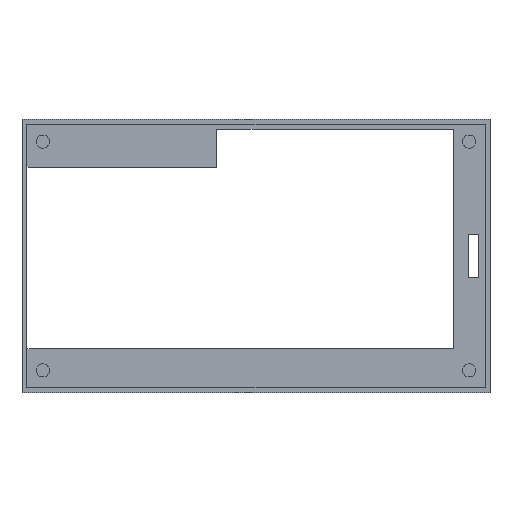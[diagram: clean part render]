
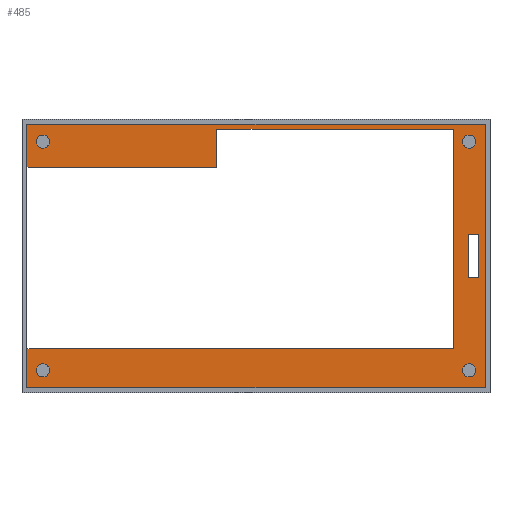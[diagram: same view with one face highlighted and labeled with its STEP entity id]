
A CAD part, top view. The second image highlights one B-rep face of the part: STEP entity #485.
In plain terms, the highlighted planar face has unit normal (0, 0, 1).
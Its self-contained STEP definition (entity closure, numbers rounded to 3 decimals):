
#19=CIRCLE('',#528,1.6);
#20=CIRCLE('',#529,1.6);
#21=CIRCLE('',#530,1.6);
#22=CIRCLE('',#531,1.6);
#28=FACE_BOUND('',#69,.T.);
#29=FACE_BOUND('',#70,.T.);
#30=FACE_BOUND('',#71,.T.);
#31=FACE_BOUND('',#72,.T.);
#32=FACE_BOUND('',#73,.T.);
#39=FACE_OUTER_BOUND('',#68,.T.);
#68=EDGE_LOOP('',(#345,#346,#347,#348,#349,#350,#351,#352,#353,#354));
#69=EDGE_LOOP('',(#355));
#70=EDGE_LOOP('',(#356,#357,#358,#359));
#71=EDGE_LOOP('',(#360));
#72=EDGE_LOOP('',(#361));
#73=EDGE_LOOP('',(#362));
#99=LINE('',#695,#157);
#103=LINE('',#703,#161);
#106=LINE('',#709,#164);
#114=LINE('',#725,#172);
#115=LINE('',#727,#173);
#116=LINE('',#729,#174);
#117=LINE('',#731,#175);
#118=LINE('',#733,#176);
#119=LINE('',#735,#177);
#120=LINE('',#736,#178);
#121=LINE('',#741,#179);
#122=LINE('',#743,#180);
#123=LINE('',#745,#181);
#124=LINE('',#746,#182);
#157=VECTOR('',#563,10.);
#161=VECTOR('',#569,10.);
#164=VECTOR('',#574,10.);
#172=VECTOR('',#586,10.);
#173=VECTOR('',#587,10.);
#174=VECTOR('',#588,10.);
#175=VECTOR('',#589,10.);
#176=VECTOR('',#590,10.);
#177=VECTOR('',#591,10.);
#178=VECTOR('',#592,10.);
#179=VECTOR('',#595,10.);
#180=VECTOR('',#596,10.);
#181=VECTOR('',#597,10.);
#182=VECTOR('',#598,10.);
#215=VERTEX_POINT('',#693);
#216=VERTEX_POINT('',#694);
#219=VERTEX_POINT('',#702);
#221=VERTEX_POINT('',#708);
#227=VERTEX_POINT('',#724);
#228=VERTEX_POINT('',#726);
#229=VERTEX_POINT('',#728);
#230=VERTEX_POINT('',#730);
#231=VERTEX_POINT('',#732);
#232=VERTEX_POINT('',#734);
#233=VERTEX_POINT('',#737);
#234=VERTEX_POINT('',#739);
#235=VERTEX_POINT('',#740);
#236=VERTEX_POINT('',#742);
#237=VERTEX_POINT('',#744);
#238=VERTEX_POINT('',#747);
#239=VERTEX_POINT('',#749);
#240=VERTEX_POINT('',#751);
#259=EDGE_CURVE('',#215,#216,#99,.T.);
#263=EDGE_CURVE('',#216,#219,#103,.T.);
#266=EDGE_CURVE('',#219,#221,#106,.T.);
#274=EDGE_CURVE('',#227,#215,#114,.T.);
#275=EDGE_CURVE('',#221,#228,#115,.T.);
#276=EDGE_CURVE('',#228,#229,#116,.T.);
#277=EDGE_CURVE('',#229,#230,#117,.T.);
#278=EDGE_CURVE('',#230,#231,#118,.T.);
#279=EDGE_CURVE('',#231,#232,#119,.T.);
#280=EDGE_CURVE('',#232,#227,#120,.T.);
#281=EDGE_CURVE('',#233,#233,#19,.T.);
#282=EDGE_CURVE('',#234,#235,#121,.T.);
#283=EDGE_CURVE('',#235,#236,#122,.T.);
#284=EDGE_CURVE('',#236,#237,#123,.T.);
#285=EDGE_CURVE('',#237,#234,#124,.T.);
#286=EDGE_CURVE('',#238,#238,#20,.T.);
#287=EDGE_CURVE('',#239,#239,#21,.T.);
#288=EDGE_CURVE('',#240,#240,#22,.T.);
#345=ORIENTED_EDGE('',*,*,#274,.T.);
#346=ORIENTED_EDGE('',*,*,#259,.T.);
#347=ORIENTED_EDGE('',*,*,#263,.T.);
#348=ORIENTED_EDGE('',*,*,#266,.T.);
#349=ORIENTED_EDGE('',*,*,#275,.T.);
#350=ORIENTED_EDGE('',*,*,#276,.T.);
#351=ORIENTED_EDGE('',*,*,#277,.T.);
#352=ORIENTED_EDGE('',*,*,#278,.T.);
#353=ORIENTED_EDGE('',*,*,#279,.T.);
#354=ORIENTED_EDGE('',*,*,#280,.T.);
#355=ORIENTED_EDGE('',*,*,#281,.T.);
#356=ORIENTED_EDGE('',*,*,#282,.T.);
#357=ORIENTED_EDGE('',*,*,#283,.T.);
#358=ORIENTED_EDGE('',*,*,#284,.T.);
#359=ORIENTED_EDGE('',*,*,#285,.T.);
#360=ORIENTED_EDGE('',*,*,#286,.T.);
#361=ORIENTED_EDGE('',*,*,#287,.T.);
#362=ORIENTED_EDGE('',*,*,#288,.T.);
#461=PLANE('',#527);
#485=ADVANCED_FACE('',(#39,#28,#29,#30,#31,#32),#461,.T.);
#527=AXIS2_PLACEMENT_3D('',#723,#584,#585);
#528=AXIS2_PLACEMENT_3D('',#738,#593,#594);
#529=AXIS2_PLACEMENT_3D('',#748,#599,#600);
#530=AXIS2_PLACEMENT_3D('',#750,#601,#602);
#531=AXIS2_PLACEMENT_3D('',#752,#603,#604);
#563=DIRECTION('',(1.,0.,0.));
#569=DIRECTION('',(0.,1.,0.));
#574=DIRECTION('',(-1.,0.,0.));
#584=DIRECTION('center_axis',(0.,0.,1.));
#585=DIRECTION('ref_axis',(1.,0.,0.));
#586=DIRECTION('',(0.,-1.,0.));
#587=DIRECTION('',(0.,-1.,0.));
#588=DIRECTION('',(1.,0.,0.));
#589=DIRECTION('',(0.,1.,0.));
#590=DIRECTION('',(1.,0.,0.));
#591=DIRECTION('',(0.,-1.,0.));
#592=DIRECTION('',(-1.,0.,0.));
#593=DIRECTION('center_axis',(0.,0.,-1.));
#594=DIRECTION('ref_axis',(1.,0.,0.));
#595=DIRECTION('',(0.,-1.,0.));
#596=DIRECTION('',(-1.,0.,0.));
#597=DIRECTION('',(0.,1.,0.));
#598=DIRECTION('',(1.,0.,0.));
#599=DIRECTION('center_axis',(0.,0.,-1.));
#600=DIRECTION('ref_axis',(1.,0.,0.));
#601=DIRECTION('center_axis',(0.,0.,-1.));
#602=DIRECTION('ref_axis',(1.,0.,0.));
#603=DIRECTION('center_axis',(0.,0.,-1.));
#604=DIRECTION('ref_axis',(1.,0.,0.));
#693=CARTESIAN_POINT('',(-55.,-31.67,0.));
#694=CARTESIAN_POINT('',(55.,-31.67,0.));
#695=CARTESIAN_POINT('',(27.5,-31.67,0.));
#702=CARTESIAN_POINT('',(55.,31.67,0.));
#703=CARTESIAN_POINT('',(55.,15.835,0.));
#708=CARTESIAN_POINT('',(-55.,31.67,0.));
#709=CARTESIAN_POINT('',(-27.5,31.67,0.));
#723=CARTESIAN_POINT('Origin',(0.,0.,0.));
#724=CARTESIAN_POINT('',(-55.,-22.235,0.));
#725=CARTESIAN_POINT('',(-55.,-15.835,0.));
#726=CARTESIAN_POINT('',(-55.,21.37,0.));
#727=CARTESIAN_POINT('',(-55.,-15.835,0.));
#728=CARTESIAN_POINT('',(-9.398,21.37,0.));
#729=CARTESIAN_POINT('',(-54.2,21.37,0.));
#730=CARTESIAN_POINT('',(-9.398,30.5,0.));
#731=CARTESIAN_POINT('',(-9.398,21.37,0.));
#732=CARTESIAN_POINT('',(47.5,30.5,0.));
#733=CARTESIAN_POINT('',(47.5,30.5,0.));
#734=CARTESIAN_POINT('',(47.5,-22.235,0.));
#735=CARTESIAN_POINT('',(47.5,-30.5,0.));
#736=CARTESIAN_POINT('',(-54.2,-22.235,0.));
#737=CARTESIAN_POINT('',(-52.8,-27.45,0.));
#738=CARTESIAN_POINT('Origin',(-51.2,-27.45,0.));
#739=CARTESIAN_POINT('',(53.47,5.08,0.));
#740=CARTESIAN_POINT('',(53.47,-5.08,0.));
#741=CARTESIAN_POINT('',(53.47,-5.08,0.));
#742=CARTESIAN_POINT('',(50.93,-5.08,0.));
#743=CARTESIAN_POINT('',(50.93,-5.08,0.));
#744=CARTESIAN_POINT('',(50.93,5.08,0.));
#745=CARTESIAN_POINT('',(50.93,5.08,0.));
#746=CARTESIAN_POINT('',(53.47,5.08,0.));
#747=CARTESIAN_POINT('',(49.6,27.45,0.));
#748=CARTESIAN_POINT('Origin',(51.2,27.45,0.));
#749=CARTESIAN_POINT('',(49.6,-27.45,0.));
#750=CARTESIAN_POINT('Origin',(51.2,-27.45,0.));
#751=CARTESIAN_POINT('',(-52.8,27.45,0.));
#752=CARTESIAN_POINT('Origin',(-51.2,27.45,0.));
